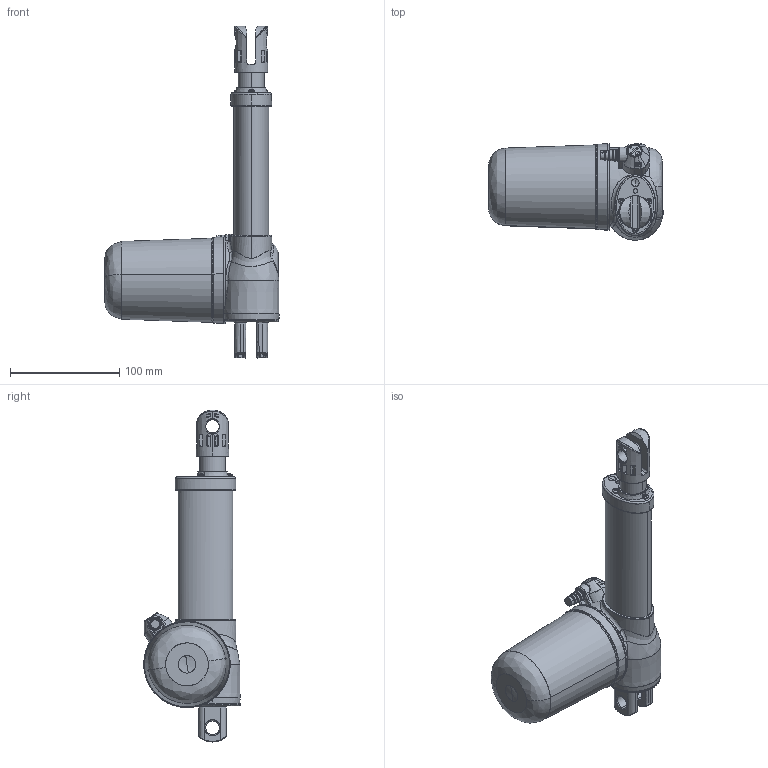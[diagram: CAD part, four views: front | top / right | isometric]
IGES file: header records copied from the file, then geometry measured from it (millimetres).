
Start section: SolidWorks IGES file using analytic representation for surfaces
Global section: file name: Megamat 2.IGS; native system: SolidWorks 2012; preprocessor: SolidWorks 2012; author: CKuhn; date: 130626.103515; units: millimetre
Bounding box: 159.75 x 88.15 x 303.5 mm (x, y, z)
Surface area: 81730.9 mm2 (no closed solid volume)
Topology: 0 solids, 0 shells, 1041 faces, 10971 edges, 10951 vertices
Faces by surface type: bspline 634, revolution 407
